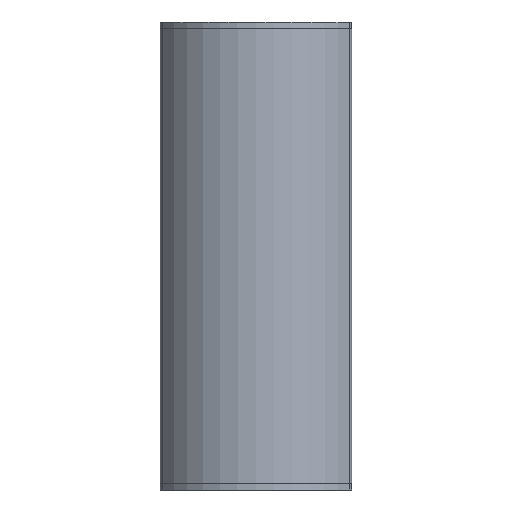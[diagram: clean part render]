
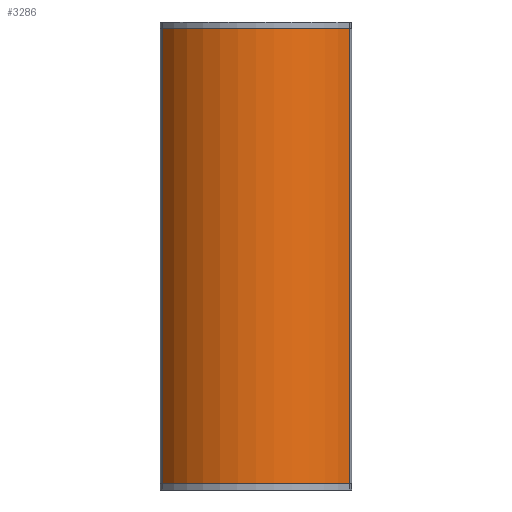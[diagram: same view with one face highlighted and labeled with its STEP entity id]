
A CAD part, front view. The second image highlights one B-rep face of the part: STEP entity #3286.
In plain terms, the highlighted cylindrical face has radius 25.135 mm (diameter 50.271 mm), a partial arc.
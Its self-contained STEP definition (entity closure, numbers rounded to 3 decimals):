
#96=CYLINDRICAL_SURFACE('',#3668,25.135);
#249=FACE_OUTER_BOUND('',#417,.T.);
#417=EDGE_LOOP('',(#2926,#2927,#2928,#2929));
#537=CIRCLE('',#3476,25.135);
#549=CIRCLE('',#3504,25.135);
#911=LINE('',#5627,#1233);
#912=LINE('',#5629,#1234);
#1233=VECTOR('',#4596,10.);
#1234=VECTOR('',#4599,10.);
#1439=VERTEX_POINT('',#5105);
#1440=VERTEX_POINT('',#5107);
#1460=VERTEX_POINT('',#5181);
#1461=VERTEX_POINT('',#5183);
#1782=EDGE_CURVE('',#1439,#1440,#537,.T.);
#1821=EDGE_CURVE('',#1461,#1460,#549,.T.);
#2043=EDGE_CURVE('',#1460,#1440,#911,.T.);
#2044=EDGE_CURVE('',#1461,#1439,#912,.T.);
#2926=ORIENTED_EDGE('',*,*,#1821,.T.);
#2927=ORIENTED_EDGE('',*,*,#2043,.T.);
#2928=ORIENTED_EDGE('',*,*,#1782,.F.);
#2929=ORIENTED_EDGE('',*,*,#2044,.F.);
#3286=ADVANCED_FACE('',(#249),#96,.T.);
#3476=AXIS2_PLACEMENT_3D('',#5108,#4026,#4027);
#3504=AXIS2_PLACEMENT_3D('',#5184,#4109,#4110);
#3668=AXIS2_PLACEMENT_3D('',#5628,#4597,#4598);
#4026=DIRECTION('center_axis',(0.,0.,1.));
#4027=DIRECTION('ref_axis',(-0.835,-0.55,0.));
#4109=DIRECTION('center_axis',(0.,0.,1.));
#4110=DIRECTION('ref_axis',(-0.835,-0.55,0.));
#4596=DIRECTION('',(0.,0.,1.));
#4597=DIRECTION('center_axis',(0.,0.,1.));
#4598=DIRECTION('ref_axis',(-0.835,-0.55,0.));
#4599=DIRECTION('',(0.,0.,1.));
#5105=CARTESIAN_POINT('',(47.537,129.342,102.));
#5107=CARTESIAN_POINT('',(89.516,129.342,102.));
#5108=CARTESIAN_POINT('Origin',(68.526,143.17,102.));
#5181=CARTESIAN_POINT('',(89.516,129.342,0.));
#5183=CARTESIAN_POINT('',(47.537,129.342,0.));
#5184=CARTESIAN_POINT('Origin',(68.526,143.17,0.));
#5627=CARTESIAN_POINT('',(89.516,129.342,0.));
#5628=CARTESIAN_POINT('Origin',(68.526,143.17,0.));
#5629=CARTESIAN_POINT('',(47.537,129.342,0.));
